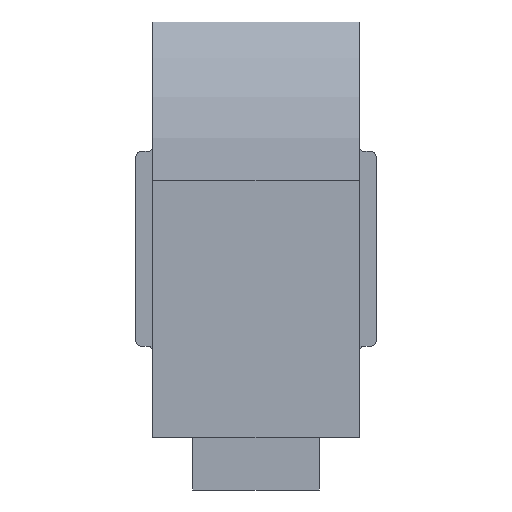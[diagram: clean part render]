
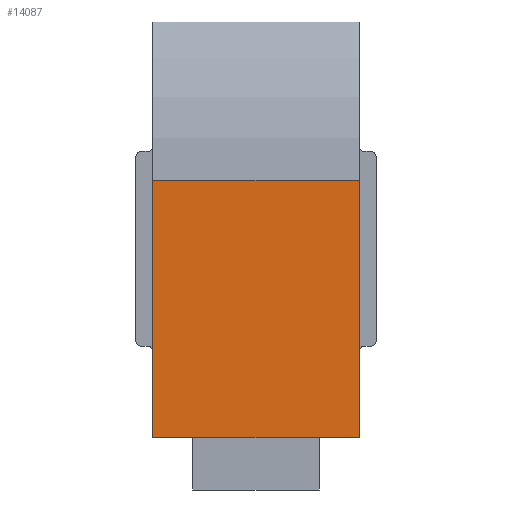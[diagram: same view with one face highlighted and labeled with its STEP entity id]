
A CAD part, front view. The second image highlights one B-rep face of the part: STEP entity #14087.
In plain terms, the highlighted planar face has unit normal (0, -1, 0).
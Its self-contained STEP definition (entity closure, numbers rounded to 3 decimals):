
#341 = CARTESIAN_POINT ( 'NONE',  ( 9., 0., 0. ) ) ;
#403 = DIRECTION ( 'NONE',  ( 0., 0., 1. ) ) ;
#702 = CARTESIAN_POINT ( 'NONE',  ( 9., 0., 0. ) ) ;
#1155 = LINE ( 'NONE', #14267, #10786 ) ;
#1173 = ORIENTED_EDGE ( 'NONE', *, *, #14453, .F. ) ;
#1379 = FACE_OUTER_BOUND ( 'NONE', #7112, .T. ) ;
#1798 = VERTEX_POINT ( 'NONE', #15428 ) ;
#2265 = EDGE_CURVE ( 'NONE', #15376, #6208, #14570, .T. ) ;
#3051 = EDGE_CURVE ( 'NONE', #6208, #1798, #8967, .T. ) ;
#3307 = VECTOR ( 'NONE', #15276, 1000. ) ;
#4698 = ORIENTED_EDGE ( 'NONE', *, *, #2265, .T. ) ;
#5537 = CARTESIAN_POINT ( 'NONE',  ( -9., 0., 0. ) ) ;
#5966 = DIRECTION ( 'NONE',  ( 0., 0., 1. ) ) ;
#6208 = VERTEX_POINT ( 'NONE', #16895 ) ;
#6396 = DIRECTION ( 'NONE',  ( -1., 0., 0. ) ) ;
#6691 = PLANE ( 'NONE',  #16353 ) ;
#6948 = LINE ( 'NONE', #14081, #3307 ) ;
#7112 = EDGE_LOOP ( 'NONE', ( #8131, #1173, #4698, #14534 ) ) ;
#7485 = VERTEX_POINT ( 'NONE', #5537 ) ;
#7991 = DIRECTION ( 'NONE',  ( 0., -1., 0. ) ) ;
#8052 = CARTESIAN_POINT ( 'NONE',  ( 9., 0., 0. ) ) ;
#8131 = ORIENTED_EDGE ( 'NONE', *, *, #16595, .F. ) ;
#8967 = LINE ( 'NONE', #10461, #15378 ) ;
#10461 = CARTESIAN_POINT ( 'NONE',  ( 9., 0., 22.5 ) ) ;
#10760 = DIRECTION ( 'NONE',  ( 0., 0., -1. ) ) ;
#10786 = VECTOR ( 'NONE', #5966, 1000. ) ;
#14081 = CARTESIAN_POINT ( 'NONE',  ( 9., 0., 0. ) ) ;
#14087 = ADVANCED_FACE ( 'NONE', ( #1379 ), #6691, .T. ) ;
#14267 = CARTESIAN_POINT ( 'NONE',  ( -9., 0., 0. ) ) ;
#14453 = EDGE_CURVE ( 'NONE', #15376, #7485, #6948, .T. ) ;
#14534 = ORIENTED_EDGE ( 'NONE', *, *, #3051, .T. ) ;
#14570 = LINE ( 'NONE', #341, #16085 ) ;
#15276 = DIRECTION ( 'NONE',  ( -1., 0., 0. ) ) ;
#15376 = VERTEX_POINT ( 'NONE', #702 ) ;
#15378 = VECTOR ( 'NONE', #6396, 1000. ) ;
#15428 = CARTESIAN_POINT ( 'NONE',  ( -9., 0., 22.5 ) ) ;
#16085 = VECTOR ( 'NONE', #403, 1000. ) ;
#16353 = AXIS2_PLACEMENT_3D ( 'NONE', #8052, #7991, #10760 ) ;
#16595 = EDGE_CURVE ( 'NONE', #7485, #1798, #1155, .T. ) ;
#16895 = CARTESIAN_POINT ( 'NONE',  ( 9., 0., 22.5 ) ) ;
